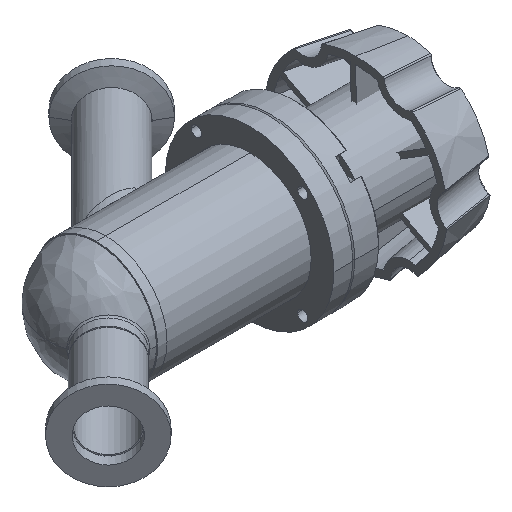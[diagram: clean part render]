
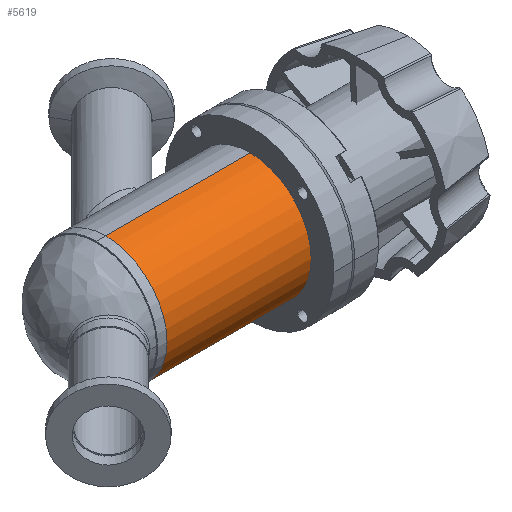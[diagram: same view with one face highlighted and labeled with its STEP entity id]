
A CAD part, isometric view. The second image highlights one B-rep face of the part: STEP entity #5619.
In plain terms, the highlighted cylindrical face has radius 20.637 mm (diameter 41.275 mm), a partial arc.
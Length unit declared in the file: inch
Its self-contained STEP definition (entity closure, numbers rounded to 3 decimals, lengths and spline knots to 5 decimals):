
#798 = CARTESIAN_POINT ( 'NONE',  ( 1.97, 0., -0.8125 ) ) ;
#856 = DIRECTION ( 'NONE',  ( -1., 0., 0. ) ) ;
#901 = ORIENTED_EDGE ( 'NONE', *, *, #7967, .T. ) ;
#1239 = VERTEX_POINT ( 'NONE', #7605 ) ;
#1780 = DIRECTION ( 'NONE',  ( -1., 0., 0. ) ) ;
#1985 = CARTESIAN_POINT ( 'NONE',  ( 1.97, 0., 0. ) ) ;
#2163 = VERTEX_POINT ( 'NONE', #5165 ) ;
#2635 = VECTOR ( 'NONE', #5515, 39.37008 ) ;
#2798 = CARTESIAN_POINT ( 'NONE',  ( 1.97, 0., 0. ) ) ;
#2950 = DIRECTION ( 'NONE',  ( 0., 0., 1. ) ) ;
#3905 = AXIS2_PLACEMENT_3D ( 'NONE', #2798, #856, #9763 ) ;
#3966 = CARTESIAN_POINT ( 'NONE',  ( 0., 0., 0. ) ) ;
#4301 = LINE ( 'NONE', #798, #7287 ) ;
#4696 = ORIENTED_EDGE ( 'NONE', *, *, #11462, .T. ) ;
#4982 = DIRECTION ( 'NONE',  ( 0., 0., 1. ) ) ;
#5165 = CARTESIAN_POINT ( 'NONE',  ( 1.97, 0., -0.8125 ) ) ;
#5515 = DIRECTION ( 'NONE',  ( -1., 0., 0. ) ) ;
#5602 = VERTEX_POINT ( 'NONE', #11667 ) ;
#5619 = ADVANCED_FACE ( 'NONE', ( #9429 ), #11749, .T. ) ;
#5745 = CIRCLE ( 'NONE', #8374, 0.8125 ) ;
#6101 = EDGE_CURVE ( 'NONE', #2163, #7664, #4301, .T. ) ;
#6172 = CIRCLE ( 'NONE', #11561, 0.8125 ) ;
#6528 = ORIENTED_EDGE ( 'NONE', *, *, #6101, .F. ) ;
#7093 = ORIENTED_EDGE ( 'NONE', *, *, #7270, .T. ) ;
#7270 = EDGE_CURVE ( 'NONE', #5602, #1239, #10575, .T. ) ;
#7287 = VECTOR ( 'NONE', #1780, 39.37008 ) ;
#7605 = CARTESIAN_POINT ( 'NONE',  ( 0., 0., 0.8125 ) ) ;
#7664 = VERTEX_POINT ( 'NONE', #12035 ) ;
#7844 = EDGE_LOOP ( 'NONE', ( #6528, #901, #7093, #4696 ) ) ;
#7967 = EDGE_CURVE ( 'NONE', #2163, #5602, #6172, .T. ) ;
#8374 = AXIS2_PLACEMENT_3D ( 'NONE', #3966, #10983, #4982 ) ;
#8926 = DIRECTION ( 'NONE',  ( -1., 0., 0. ) ) ;
#9429 = FACE_OUTER_BOUND ( 'NONE', #7844, .T. ) ;
#9763 = DIRECTION ( 'NONE',  ( 0., 0., 1. ) ) ;
#10521 = CARTESIAN_POINT ( 'NONE',  ( 1.97, 0., 0.8125 ) ) ;
#10575 = LINE ( 'NONE', #10521, #2635 ) ;
#10983 = DIRECTION ( 'NONE',  ( 1., 0., 0. ) ) ;
#11462 = EDGE_CURVE ( 'NONE', #1239, #7664, #5745, .T. ) ;
#11561 = AXIS2_PLACEMENT_3D ( 'NONE', #1985, #8926, #2950 ) ;
#11667 = CARTESIAN_POINT ( 'NONE',  ( 1.97, 0., 0.8125 ) ) ;
#11749 = CYLINDRICAL_SURFACE ( 'NONE', #3905, 0.8125 ) ;
#12035 = CARTESIAN_POINT ( 'NONE',  ( 0., 0., -0.8125 ) ) ;
